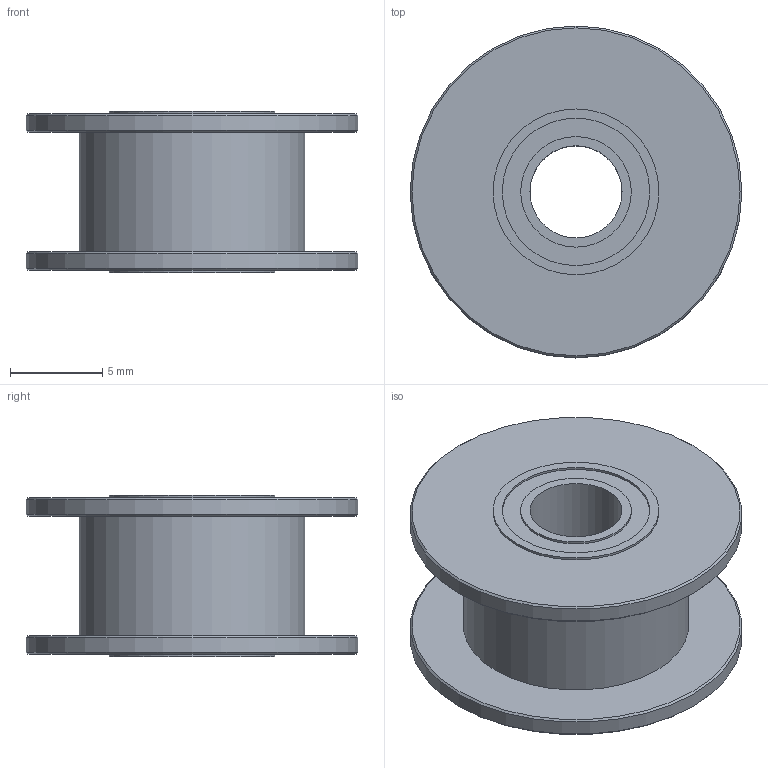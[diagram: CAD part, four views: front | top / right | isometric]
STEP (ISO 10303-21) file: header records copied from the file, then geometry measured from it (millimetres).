
FILE_DESCRIPTION(('FreeCAD Model'),'2;1');
FILE_NAME('GT2_20T_Smooth_5mm_Bore.step','2017-12-16T13:02:22',( 'Author'),(''),'Open CASCADE STEP processor 7.1','FreeCAD','Unknown' );
FILE_SCHEMA(('AUTOMOTIVE_DESIGN { 1 0 10303 214 1 1 1 1 }'));
Length unit declared in the file: millimetre
Products named in the file (1): GT2_20T_Smooth_5mm_Bore_final
Bounding box: 18 x 18 x 8.75 mm (x, y, z)
Volume: 1112.5 mm3; surface area: 1248.3 mm2
Topology: 1 solids, 1 shells, 24 faces, 38 edges, 24 vertices
Faces by surface type: plane 10, cylinder 10, cone 4
Full cylindrical faces by diameter (mm): 5 x1, 6 x2, 8 x2, 9 x2, 12.25 x1, 18 x2
Entity records: 1065 total; most frequent: DIRECTION 180, CARTESIAN_POINT 171, ORIENTED_EDGE 76, PCURVE 76, DEFINITIONAL_REPRESENTATION 76, LINE 62, VECTOR 62, AXIS2_PLACEMENT_3D 49
